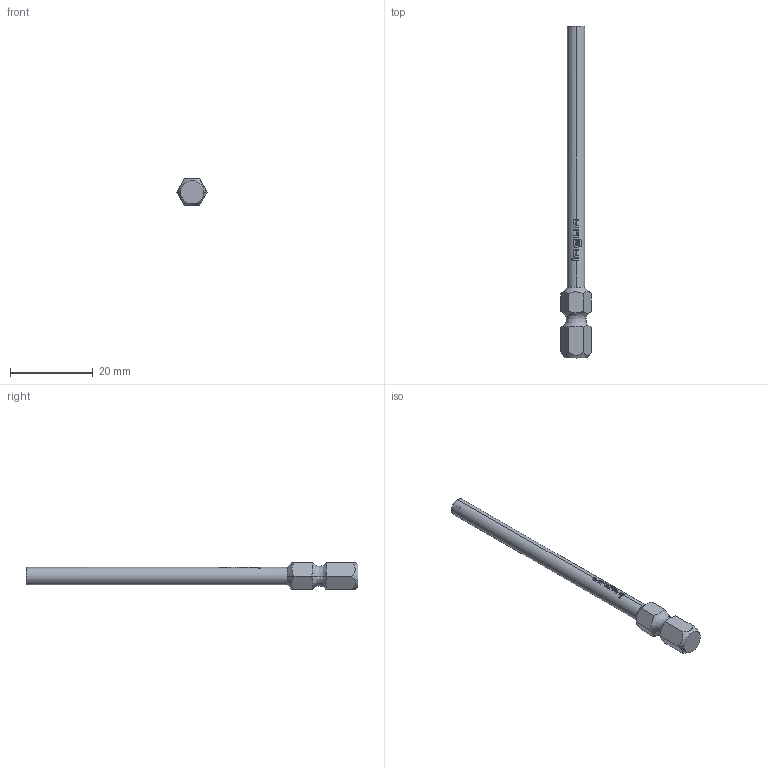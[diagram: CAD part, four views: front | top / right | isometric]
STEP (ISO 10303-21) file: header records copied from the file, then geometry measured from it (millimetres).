
FILE_DESCRIPTION (( 'STEP AP203' ), '1' );
FILE_NAME ('INGUN_BIT-GKS-503_M-B.STEP', '2022-03-08T15:59:56', ( 'ochi' ), ( '' ), 'SwSTEP 2.0', 'SolidWorks 2018', '' );
FILE_SCHEMA (( 'CONFIG_CONTROL_DESIGN' ));
Length unit declared in the file: millimetre
Products named in the file (1): INGUN_BIT-GKS-503_M-B
Bounding box: 7.27 x 80 x 6.3 mm (x, y, z)
Volume: 1218.1 mm3; surface area: 1457.7 mm2
Topology: 1 solids, 1 shells, 126 faces, 356 edges, 232 vertices
Faces by surface type: plane 66, cylinder 27, bspline 24, cone 9
Entity records: 4702 total; most frequent: CARTESIAN_POINT 1568, ORIENTED_EDGE 708, DIRECTION 555, EDGE_CURVE 354, VERTEX_POINT 232, AXIS2_PLACEMENT_3D 211, VECTOR 133, LINE 133
